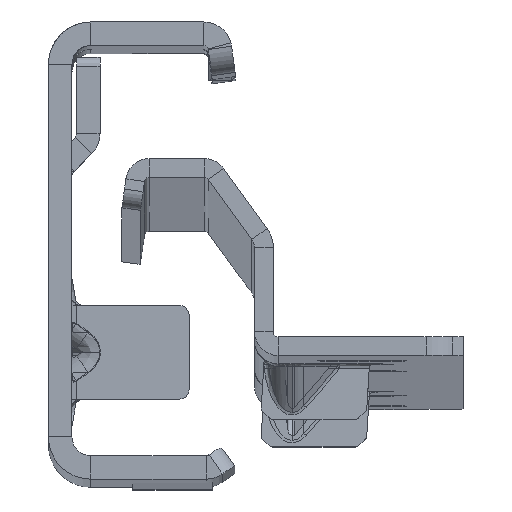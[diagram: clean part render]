
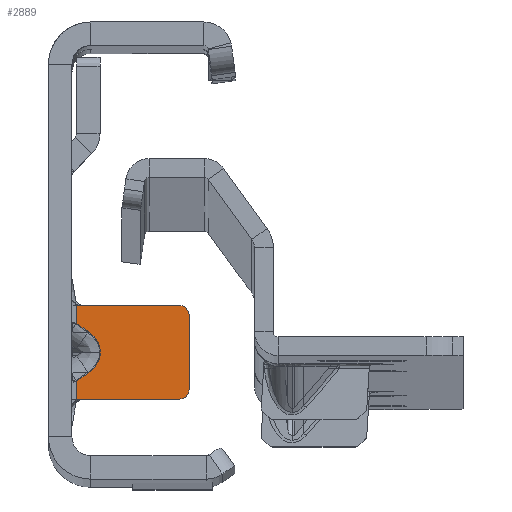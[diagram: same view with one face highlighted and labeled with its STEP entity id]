
A CAD part, top view. The second image highlights one B-rep face of the part: STEP entity #2889.
In plain terms, the highlighted planar face has unit normal (0, 0, 1).
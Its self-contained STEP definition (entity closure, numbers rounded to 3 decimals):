
#155 = DIRECTION ( 'NONE',  ( 0., 1., 0. ) ) ;
#221 = DIRECTION ( 'NONE',  ( 1., 0., 0. ) ) ;
#466 = ORIENTED_EDGE ( 'NONE', *, *, #4445, .F. ) ;
#869 = DIRECTION ( 'NONE',  ( 1., 0., 0. ) ) ;
#1060 = VECTOR ( 'NONE', #9904, 1000. ) ;
#1803 = EDGE_CURVE ( 'NONE', #15227, #9092, #13764, .T. ) ;
#1995 = EDGE_CURVE ( 'NONE', #10672, #9080, #14727, .T. ) ;
#2068 = DIRECTION ( 'NONE',  ( 0., 0., 1. ) ) ;
#2097 = FACE_OUTER_BOUND ( 'NONE', #11268, .T. ) ;
#2402 = VERTEX_POINT ( 'NONE', #14145 ) ;
#2554 = CARTESIAN_POINT ( 'NONE',  ( 0.5, -14.6, -491.5 ) ) ;
#2889 = ADVANCED_FACE ( 'NONE', ( #2097 ), #9794, .F. ) ;
#2983 = LINE ( 'NONE', #6854, #6265 ) ;
#3034 = VECTOR ( 'NONE', #8229, 1000. ) ;
#3215 = CARTESIAN_POINT ( 'NONE',  ( 0.5, 22.3, -491.5 ) ) ;
#3547 = DIRECTION ( 'NONE',  ( 0.816, 0.577, 0. ) ) ;
#3571 = DIRECTION ( 'NONE',  ( 0., 0., -1. ) ) ;
#3711 = EDGE_CURVE ( 'NONE', #12527, #10672, #15368, .T. ) ;
#4152 = DIRECTION ( 'NONE',  ( 0., 1., 0. ) ) ;
#4318 = EDGE_CURVE ( 'NONE', #9092, #12527, #10089, .T. ) ;
#4445 = EDGE_CURVE ( 'NONE', #8173, #5134, #8352, .T. ) ;
#4557 = CARTESIAN_POINT ( 'NONE',  ( 11.5, -14.6, -491.5 ) ) ;
#4595 = CARTESIAN_POINT ( 'NONE',  ( -1.826, -4.6, -491.5 ) ) ;
#4645 = CARTESIAN_POINT ( 'NONE',  ( -1.826, -14.6, -491.5 ) ) ;
#4677 = VECTOR ( 'NONE', #221, 1000. ) ;
#4838 = AXIS2_PLACEMENT_3D ( 'NONE', #14784, #3571, #14614 ) ;
#4942 = CARTESIAN_POINT ( 'NONE',  ( 3.573, -10.508, -491.5 ) ) ;
#5062 = LINE ( 'NONE', #6477, #15012 ) ;
#5134 = VERTEX_POINT ( 'NONE', #7837 ) ;
#5313 = VERTEX_POINT ( 'NONE', #7661 ) ;
#5413 = LINE ( 'NONE', #6725, #14790 ) ;
#5447 = CARTESIAN_POINT ( 'NONE',  ( 11.5, -5.6, -491.5 ) ) ;
#5922 = ORIENTED_EDGE ( 'NONE', *, *, #12021, .F. ) ;
#6004 = EDGE_CURVE ( 'NONE', #9080, #10992, #5413, .T. ) ;
#6265 = VECTOR ( 'NONE', #12787, 1000. ) ;
#6477 = CARTESIAN_POINT ( 'NONE',  ( 0.5, 22.3, -491.5 ) ) ;
#6635 = CARTESIAN_POINT ( 'NONE',  ( 12.5, -5.6, -491.5 ) ) ;
#6725 = CARTESIAN_POINT ( 'NONE',  ( -1.826, -4.6, -491.5 ) ) ;
#6854 = CARTESIAN_POINT ( 'NONE',  ( 1.367, -7.131, -491.5 ) ) ;
#7394 = LINE ( 'NONE', #4595, #1060 ) ;
#7452 = VERTEX_POINT ( 'NONE', #2554 ) ;
#7661 = CARTESIAN_POINT ( 'NONE',  ( 0.5, -6.519, -491.5 ) ) ;
#7837 = CARTESIAN_POINT ( 'NONE',  ( 1.757, -7.408, -491.5 ) ) ;
#7850 = ORIENTED_EDGE ( 'NONE', *, *, #1803, .T. ) ;
#7888 = ORIENTED_EDGE ( 'NONE', *, *, #10215, .F. ) ;
#8173 = VERTEX_POINT ( 'NONE', #13520 ) ;
#8229 = DIRECTION ( 'NONE',  ( 0., 1., 0. ) ) ;
#8304 = CARTESIAN_POINT ( 'NONE',  ( 11.5, -13.6, -491.5 ) ) ;
#8352 =( BOUNDED_CURVE ( )  B_SPLINE_CURVE ( 3, ( #15994, #4942, #9926, #13835 ),
 .UNSPECIFIED., .F., .T. ) 
 B_SPLINE_CURVE_WITH_KNOTS ( ( 4, 4 ),
 ( 2.356, 3.927 ),
 .UNSPECIFIED. ) 
 CURVE ( )  GEOMETRIC_REPRESENTATION_ITEM ( )  RATIONAL_B_SPLINE_CURVE ( ( 1., 0.805, 0.805, 1. ) ) 
 REPRESENTATION_ITEM ( '' )  );
#8447 = CARTESIAN_POINT ( 'NONE',  ( 0.708, -14.6, -491.5 ) ) ;
#8971 = VECTOR ( 'NONE', #869, 1000. ) ;
#9080 = VERTEX_POINT ( 'NONE', #11760 ) ;
#9088 = CARTESIAN_POINT ( 'NONE',  ( 0.708, -4.6, -491.5 ) ) ;
#9092 = VERTEX_POINT ( 'NONE', #4557 ) ;
#9108 = DIRECTION ( 'NONE',  ( 0., 0., 1. ) ) ;
#9764 = CARTESIAN_POINT ( 'NONE',  ( 2.624, -11.179, -491.5 ) ) ;
#9768 = AXIS2_PLACEMENT_3D ( 'NONE', #5447, #9108, #11555 ) ;
#9794 = PLANE ( 'NONE',  #4838 ) ;
#9904 = DIRECTION ( 'NONE',  ( -1., 0., 0. ) ) ;
#9926 = CARTESIAN_POINT ( 'NONE',  ( 3.573, -8.692, -491.5 ) ) ;
#10089 = CIRCLE ( 'NONE', #12173, 1. ) ;
#10215 = EDGE_CURVE ( 'NONE', #7452, #14364, #5062, .T. ) ;
#10529 = ORIENTED_EDGE ( 'NONE', *, *, #15961, .T. ) ;
#10672 = VERTEX_POINT ( 'NONE', #13693 ) ;
#10846 = CARTESIAN_POINT ( 'NONE',  ( 0.5, -12.681, -491.5 ) ) ;
#10992 = VERTEX_POINT ( 'NONE', #9088 ) ;
#11268 = EDGE_LOOP ( 'NONE', ( #12433, #466, #5922, #7888, #12472, #7850, #15267, #16056, #15097, #14479, #10529, #15749 ) ) ;
#11324 = LINE ( 'NONE', #14856, #4677 ) ;
#11555 = DIRECTION ( 'NONE',  ( 0., -1., 0. ) ) ;
#11760 = CARTESIAN_POINT ( 'NONE',  ( 11.5, -4.6, -491.5 ) ) ;
#11906 = VECTOR ( 'NONE', #3547, 1000. ) ;
#12021 = EDGE_CURVE ( 'NONE', #14364, #8173, #15996, .T. ) ;
#12040 = EDGE_CURVE ( 'NONE', #5313, #2402, #14423, .T. ) ;
#12173 = AXIS2_PLACEMENT_3D ( 'NONE', #8304, #2068, #14421 ) ;
#12433 = ORIENTED_EDGE ( 'NONE', *, *, #14651, .F. ) ;
#12472 = ORIENTED_EDGE ( 'NONE', *, *, #14418, .T. ) ;
#12527 = VERTEX_POINT ( 'NONE', #14823 ) ;
#12787 = DIRECTION ( 'NONE',  ( -0.816, 0.577, 0. ) ) ;
#13520 = CARTESIAN_POINT ( 'NONE',  ( 1.757, -11.792, -491.5 ) ) ;
#13693 = CARTESIAN_POINT ( 'NONE',  ( 12.5, -5.6, -491.5 ) ) ;
#13717 = VECTOR ( 'NONE', #4152, 1000. ) ;
#13764 = LINE ( 'NONE', #4645, #8971 ) ;
#13835 = CARTESIAN_POINT ( 'NONE',  ( 1.757, -7.408, -491.5 ) ) ;
#14127 = DIRECTION ( 'NONE',  ( -1., 0., 0. ) ) ;
#14145 = CARTESIAN_POINT ( 'NONE',  ( 0.5, -4.6, -491.5 ) ) ;
#14364 = VERTEX_POINT ( 'NONE', #10846 ) ;
#14418 = EDGE_CURVE ( 'NONE', #7452, #15227, #11324, .T. ) ;
#14421 = DIRECTION ( 'NONE',  ( 0., 1., 0. ) ) ;
#14423 = LINE ( 'NONE', #3215, #3034 ) ;
#14479 = ORIENTED_EDGE ( 'NONE', *, *, #6004, .T. ) ;
#14614 = DIRECTION ( 'NONE',  ( 0., 1., 0. ) ) ;
#14651 = EDGE_CURVE ( 'NONE', #5134, #5313, #2983, .T. ) ;
#14727 = CIRCLE ( 'NONE', #9768, 1. ) ;
#14784 = CARTESIAN_POINT ( 'NONE',  ( -7.326, 22.3, -491.5 ) ) ;
#14790 = VECTOR ( 'NONE', #14127, 1000. ) ;
#14823 = CARTESIAN_POINT ( 'NONE',  ( 12.5, -13.6, -491.5 ) ) ;
#14856 = CARTESIAN_POINT ( 'NONE',  ( -1.826, -14.6, -491.5 ) ) ;
#15012 = VECTOR ( 'NONE', #155, 1000. ) ;
#15097 = ORIENTED_EDGE ( 'NONE', *, *, #1995, .T. ) ;
#15227 = VERTEX_POINT ( 'NONE', #8447 ) ;
#15267 = ORIENTED_EDGE ( 'NONE', *, *, #4318, .T. ) ;
#15368 = LINE ( 'NONE', #6635, #13717 ) ;
#15749 = ORIENTED_EDGE ( 'NONE', *, *, #12040, .F. ) ;
#15961 = EDGE_CURVE ( 'NONE', #10992, #2402, #7394, .T. ) ;
#15994 = CARTESIAN_POINT ( 'NONE',  ( 1.757, -11.792, -491.5 ) ) ;
#15996 = LINE ( 'NONE', #9764, #11906 ) ;
#16056 = ORIENTED_EDGE ( 'NONE', *, *, #3711, .T. ) ;
